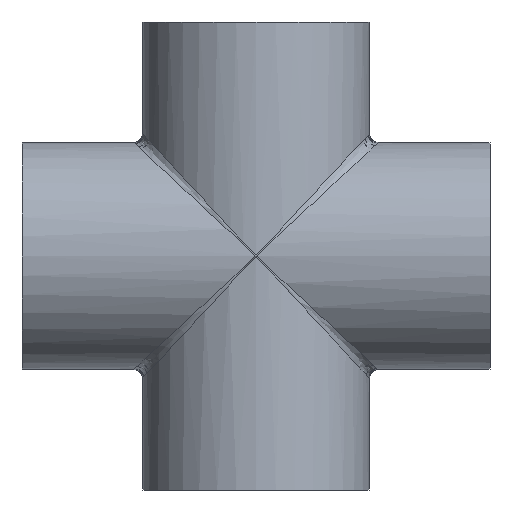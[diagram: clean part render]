
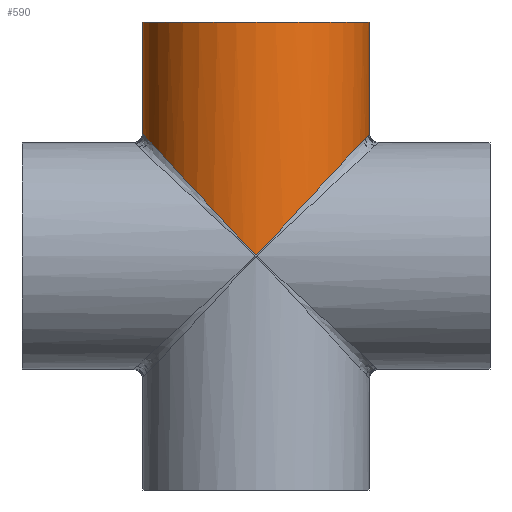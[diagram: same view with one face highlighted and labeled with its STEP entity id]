
A CAD part, front view. The second image highlights one B-rep face of the part: STEP entity #590.
In plain terms, the highlighted cylindrical face has radius 50.8 mm (diameter 101.6 mm), a partial arc.
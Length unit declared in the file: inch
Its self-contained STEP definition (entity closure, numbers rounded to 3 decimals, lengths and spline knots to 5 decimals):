
#31 = CARTESIAN_POINT ( 'NONE',  ( -1.17157, -2., 1.26382 ) ) ;
#114 = EDGE_CURVE ( 'NONE', #202, #1054, #1474, .T. ) ;
#154 = CIRCLE ( 'NONE', #155, 2. ) ;
#155 = AXIS2_PLACEMENT_3D ( 'NONE', #1103, #1499, #575 ) ;
#162 = ORIENTED_EDGE ( 'NONE', *, *, #377, .T. ) ;
#202 = VERTEX_POINT ( 'NONE', #392 ) ;
#289 = EDGE_CURVE ( 'NONE', #1231, #1743, #154, .T. ) ;
#303 = CARTESIAN_POINT ( 'NONE',  ( -2., 0., 2.15748 ) ) ;
#361 = ORIENTED_EDGE ( 'NONE', *, *, #289, .F. ) ;
#377 = EDGE_CURVE ( 'NONE', #793, #202, #1605, .T. ) ;
#392 = CARTESIAN_POINT ( 'NONE',  ( 0., -2., 0. ) ) ;
#415 = CARTESIAN_POINT ( 'NONE',  ( 2., 0., 4.12598 ) ) ;
#460 = LINE ( 'NONE', #1364, #1615 ) ;
#517 = CARTESIAN_POINT ( 'NONE',  ( 0., -2., 0. ) ) ;
#575 = DIRECTION ( 'NONE',  ( 1., 0., 0. ) ) ;
#590 = ADVANCED_FACE ( 'NONE', ( #1246 ), #1151, .T. ) ;
#604 = CARTESIAN_POINT ( 'NONE',  ( -2., -1.17157, 2.15748 ) ) ;
#618 = CARTESIAN_POINT ( 'NONE',  ( -2., 0., 4.12598 ) ) ;
#763 = AXIS2_PLACEMENT_3D ( 'NONE', #1508, #1253, #1682 ) ;
#793 = VERTEX_POINT ( 'NONE', #1404 ) ;
#820 = ORIENTED_EDGE ( 'NONE', *, *, #1118, .F. ) ;
#872 = ORIENTED_EDGE ( 'NONE', *, *, #1570, .T. ) ;
#885 = CARTESIAN_POINT ( 'NONE',  ( 2., 0., 2.15748 ) ) ;
#1043 = CARTESIAN_POINT ( 'NONE',  ( 1.17157, -2., 1.26382 ) ) ;
#1054 = VERTEX_POINT ( 'NONE', #885 ) ;
#1093 = DIRECTION ( 'NONE',  ( 0., 0., -1. ) ) ;
#1103 = CARTESIAN_POINT ( 'NONE',  ( 0., 0., 4.12598 ) ) ;
#1118 = EDGE_CURVE ( 'NONE', #1743, #1054, #1688, .T. ) ;
#1151 = CYLINDRICAL_SURFACE ( 'NONE', #763, 2. ) ;
#1231 = VERTEX_POINT ( 'NONE', #618 ) ;
#1246 = FACE_OUTER_BOUND ( 'NONE', #1460, .T. ) ;
#1248 = CARTESIAN_POINT ( 'NONE',  ( 0., -2., 0. ) ) ;
#1253 = DIRECTION ( 'NONE',  ( 0., 0., -1. ) ) ;
#1277 = VECTOR ( 'NONE', #1481, 39.37008 ) ;
#1364 = CARTESIAN_POINT ( 'NONE',  ( -2., 0., 4.12598 ) ) ;
#1404 = CARTESIAN_POINT ( 'NONE',  ( -2., 0., 2.15748 ) ) ;
#1421 = ORIENTED_EDGE ( 'NONE', *, *, #114, .T. ) ;
#1445 = CARTESIAN_POINT ( 'NONE',  ( 2., 0., 2.15748 ) ) ;
#1460 = EDGE_LOOP ( 'NONE', ( #820, #361, #872, #162, #1421 ) ) ;
#1474 =( BOUNDED_CURVE ( )  B_SPLINE_CURVE ( 3, ( #517, #1043, #1728, #1445 ),
 .UNSPECIFIED., .F., .F. ) 
 B_SPLINE_CURVE_WITH_KNOTS ( ( 4, 4 ),
 ( 1.5708, 3.14159 ),
 .UNSPECIFIED. ) 
 CURVE ( )  GEOMETRIC_REPRESENTATION_ITEM ( )  RATIONAL_B_SPLINE_CURVE ( ( 1., 0.805, 0.805, 1. ) ) 
 REPRESENTATION_ITEM ( '' )  );
#1481 = DIRECTION ( 'NONE',  ( 0., 0., -1. ) ) ;
#1499 = DIRECTION ( 'NONE',  ( 0., 0., 1. ) ) ;
#1508 = CARTESIAN_POINT ( 'NONE',  ( 0., 0., 4.12598 ) ) ;
#1570 = EDGE_CURVE ( 'NONE', #1231, #793, #460, .T. ) ;
#1586 = CARTESIAN_POINT ( 'NONE',  ( 2., 0., 4.12598 ) ) ;
#1605 =( BOUNDED_CURVE ( )  B_SPLINE_CURVE ( 3, ( #303, #604, #31, #1248 ),
 .UNSPECIFIED., .F., .F. ) 
 B_SPLINE_CURVE_WITH_KNOTS ( ( 4, 4 ),
 ( 0., 1.5708 ),
 .UNSPECIFIED. ) 
 CURVE ( )  GEOMETRIC_REPRESENTATION_ITEM ( )  RATIONAL_B_SPLINE_CURVE ( ( 1., 0.805, 0.805, 1. ) ) 
 REPRESENTATION_ITEM ( '' )  );
#1615 = VECTOR ( 'NONE', #1093, 39.37008 ) ;
#1682 = DIRECTION ( 'NONE',  ( -1., 0., 0. ) ) ;
#1688 = LINE ( 'NONE', #415, #1277 ) ;
#1728 = CARTESIAN_POINT ( 'NONE',  ( 2., -1.17157, 2.15748 ) ) ;
#1743 = VERTEX_POINT ( 'NONE', #1586 ) ;
